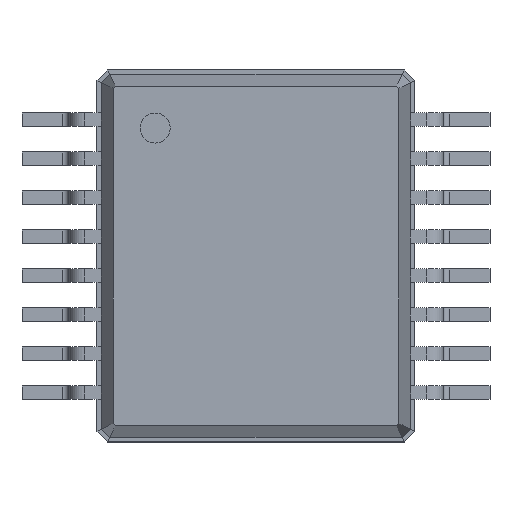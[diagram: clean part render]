
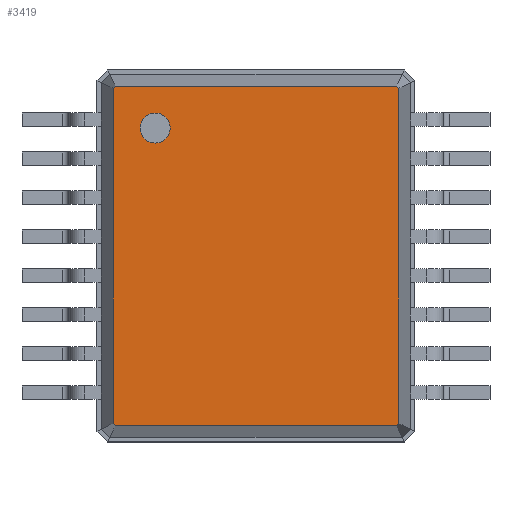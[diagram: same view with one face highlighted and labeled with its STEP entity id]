
A CAD part, top view. The second image highlights one B-rep face of the part: STEP entity #3419.
In plain terms, the highlighted planar face has unit normal (0, 0, 1).
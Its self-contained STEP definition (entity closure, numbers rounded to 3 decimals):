
#1430 = VERTEX_POINT('',#1431);
#1431 = CARTESIAN_POINT('',(2.381,-2.79,2.1));
#1436 = EDGE_CURVE('',#1437,#1430,#1439,.T.);
#1437 = VERTEX_POINT('',#1438);
#1438 = CARTESIAN_POINT('',(2.381,2.79,2.1));
#1439 = LINE('',#1440,#1441);
#1440 = CARTESIAN_POINT('',(2.381,2.79,2.1));
#1441 = VECTOR('',#1442,1.);
#1442 = DIRECTION('',(0.,-1.,0.));
#3383 = EDGE_CURVE('',#3384,#1437,#3386,.T.);
#3384 = VERTEX_POINT('',#3385);
#3385 = CARTESIAN_POINT('',(2.34,2.831,2.1));
#3386 = LINE('',#3387,#3388);
#3387 = CARTESIAN_POINT('',(2.34,2.831,2.1));
#3388 = VECTOR('',#3389,1.);
#3389 = DIRECTION('',(0.707,-0.707,0.));
#3419 = ADVANCED_FACE('',(#3420,#3470),#3481,.F.);
#3420 = FACE_BOUND('',#3421,.F.);
#3421 = EDGE_LOOP('',(#3422,#3430,#3431,#3432,#3440,#3448,#3456,#3464));
#3422 = ORIENTED_EDGE('',*,*,#3423,.T.);
#3423 = EDGE_CURVE('',#3424,#3384,#3426,.T.);
#3424 = VERTEX_POINT('',#3425);
#3425 = CARTESIAN_POINT('',(-2.34,2.831,2.1));
#3426 = LINE('',#3427,#3428);
#3427 = CARTESIAN_POINT('',(-2.34,2.831,2.1));
#3428 = VECTOR('',#3429,1.);
#3429 = DIRECTION('',(1.,0.,0.));
#3430 = ORIENTED_EDGE('',*,*,#3383,.T.);
#3431 = ORIENTED_EDGE('',*,*,#1436,.T.);
#3432 = ORIENTED_EDGE('',*,*,#3433,.T.);
#3433 = EDGE_CURVE('',#1430,#3434,#3436,.T.);
#3434 = VERTEX_POINT('',#3435);
#3435 = CARTESIAN_POINT('',(2.34,-2.831,2.1));
#3436 = LINE('',#3437,#3438);
#3437 = CARTESIAN_POINT('',(2.381,-2.79,2.1));
#3438 = VECTOR('',#3439,1.);
#3439 = DIRECTION('',(-0.707,-0.707,0.));
#3440 = ORIENTED_EDGE('',*,*,#3441,.T.);
#3441 = EDGE_CURVE('',#3434,#3442,#3444,.T.);
#3442 = VERTEX_POINT('',#3443);
#3443 = CARTESIAN_POINT('',(-2.34,-2.831,2.1));
#3444 = LINE('',#3445,#3446);
#3445 = CARTESIAN_POINT('',(2.34,-2.831,2.1));
#3446 = VECTOR('',#3447,1.);
#3447 = DIRECTION('',(-1.,0.,0.));
#3448 = ORIENTED_EDGE('',*,*,#3449,.T.);
#3449 = EDGE_CURVE('',#3442,#3450,#3452,.T.);
#3450 = VERTEX_POINT('',#3451);
#3451 = CARTESIAN_POINT('',(-2.381,-2.79,2.1));
#3452 = LINE('',#3453,#3454);
#3453 = CARTESIAN_POINT('',(-2.34,-2.831,2.1));
#3454 = VECTOR('',#3455,1.);
#3455 = DIRECTION('',(-0.707,0.707,0.));
#3456 = ORIENTED_EDGE('',*,*,#3457,.T.);
#3457 = EDGE_CURVE('',#3450,#3458,#3460,.T.);
#3458 = VERTEX_POINT('',#3459);
#3459 = CARTESIAN_POINT('',(-2.381,2.79,2.1));
#3460 = LINE('',#3461,#3462);
#3461 = CARTESIAN_POINT('',(-2.381,-2.79,2.1));
#3462 = VECTOR('',#3463,1.);
#3463 = DIRECTION('',(0.,1.,0.));
#3464 = ORIENTED_EDGE('',*,*,#3465,.T.);
#3465 = EDGE_CURVE('',#3458,#3424,#3466,.T.);
#3466 = LINE('',#3467,#3468);
#3467 = CARTESIAN_POINT('',(-2.381,2.79,2.1));
#3468 = VECTOR('',#3469,1.);
#3469 = DIRECTION('',(0.707,0.707,0.));
#3470 = FACE_BOUND('',#3471,.F.);
#3471 = EDGE_LOOP('',(#3472));
#3472 = ORIENTED_EDGE('',*,*,#3473,.T.);
#3473 = EDGE_CURVE('',#3474,#3474,#3476,.T.);
#3474 = VERTEX_POINT('',#3475);
#3475 = CARTESIAN_POINT('',(-1.681,1.881,2.1));
#3476 = CIRCLE('',#3477,0.25);
#3477 = AXIS2_PLACEMENT_3D('',#3478,#3479,#3480);
#3478 = CARTESIAN_POINT('',(-1.681,2.131,2.1));
#3479 = DIRECTION('',(-0.,0.,1.));
#3480 = DIRECTION('',(0.,-1.,0.));
#3481 = PLANE('',#3482);
#3482 = AXIS2_PLACEMENT_3D('',#3483,#3484,#3485);
#3483 = CARTESIAN_POINT('',(-2.34,2.831,2.1));
#3484 = DIRECTION('',(0.,0.,-1.));
#3485 = DIRECTION('',(0.637,-0.771,0.));
